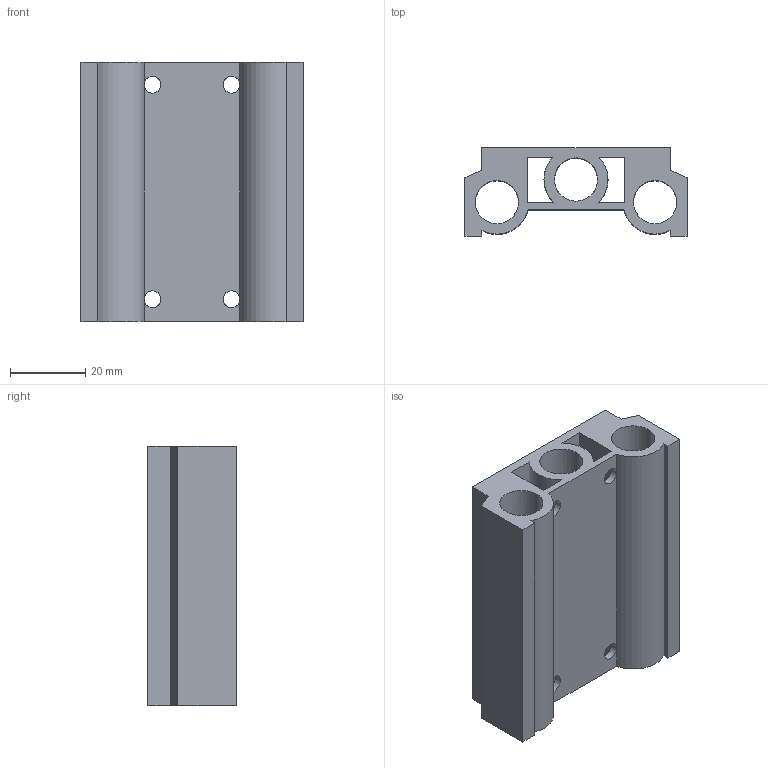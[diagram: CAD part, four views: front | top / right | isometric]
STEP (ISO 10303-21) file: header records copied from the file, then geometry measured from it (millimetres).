
FILE_DESCRIPTION (( 'STEP AP214' ), '1' );
FILE_NAME ('EMC-V52-2.STEP', '2020-04-02T09:01:17', ( '' ), ( '' ), 'SwSTEP 2.0', 'SolidWorks 2020', '' );
FILE_SCHEMA (( 'AUTOMOTIVE_DESIGN' ));
Length unit declared in the file: millimetre
Products named in the file (1): EMC-V52-2
Bounding box: 59 x 23.5 x 69 mm (x, y, z)
Volume: 43768 mm3; surface area: 26748.9 mm2
Topology: 1 solids, 1 shells, 95 faces, 265 edges, 170 vertices
Faces by surface type: cylinder 59, plane 28, cone 8
Entity records: 3875 total; most frequent: CARTESIAN_POINT 1187, ORIENTED_EDGE 514, DIRECTION 511, EDGE_CURVE 257, AXIS2_PLACEMENT_3D 192, VERTEX_POINT 170, EDGE_LOOP 139, VECTOR 127
